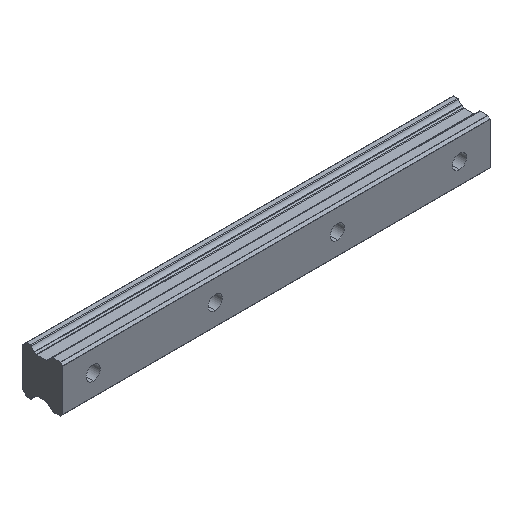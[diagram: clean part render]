
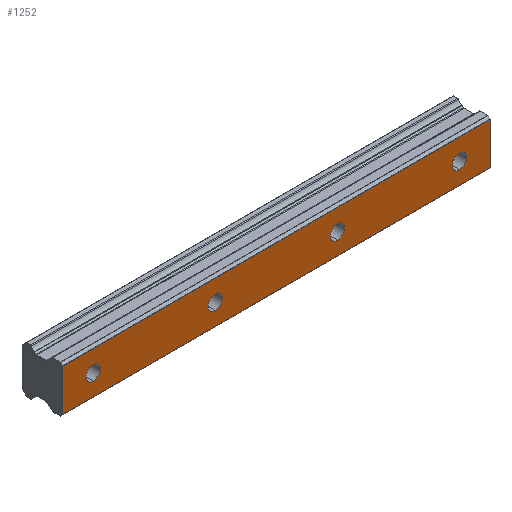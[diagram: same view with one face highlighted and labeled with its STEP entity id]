
A CAD part, isometric view. The second image highlights one B-rep face of the part: STEP entity #1252.
In plain terms, the highlighted planar face has unit normal (0, -1, 0).
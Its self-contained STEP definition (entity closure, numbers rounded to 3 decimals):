
#11 = CIRCLE ( 'NONE', #1227, 3.5 ) ;
#30 = EDGE_CURVE ( 'NONE', #2069, #473, #1296, .T. ) ;
#41 = DIRECTION ( 'NONE',  ( 0., 0., -1. ) ) ;
#54 = VECTOR ( 'NONE', #1119, 1000. ) ;
#97 = VERTEX_POINT ( 'NONE', #1909 ) ;
#113 = LINE ( 'NONE', #1552, #245 ) ;
#137 = CARTESIAN_POINT ( 'NONE',  ( -15., 0., 10.286 ) ) ;
#147 = VECTOR ( 'NONE', #1706, 1000. ) ;
#233 = CARTESIAN_POINT ( 'NONE',  ( 195., 0., 10.286 ) ) ;
#240 = CIRCLE ( 'NONE', #1642, 3.5 ) ;
#242 = CIRCLE ( 'NONE', #1376, 3.5 ) ;
#245 = VECTOR ( 'NONE', #1855, 1000. ) ;
#256 = CARTESIAN_POINT ( 'NONE',  ( 60., 0., 0. ) ) ;
#311 = DIRECTION ( 'NONE',  ( 0., -1., 0. ) ) ;
#315 = EDGE_LOOP ( 'NONE', ( #1578, #1305 ) ) ;
#342 = EDGE_CURVE ( 'NONE', #1398, #1074, #787, .T. ) ;
#372 = EDGE_CURVE ( 'NONE', #1074, #1398, #11, .T. ) ;
#373 = ORIENTED_EDGE ( 'NONE', *, *, #1194, .F. ) ;
#444 = AXIS2_PLACEMENT_3D ( 'NONE', #1893, #445, #1090 ) ;
#445 = DIRECTION ( 'NONE',  ( 0., -1., 0. ) ) ;
#459 = CARTESIAN_POINT ( 'NONE',  ( 60., 0., -3.5 ) ) ;
#473 = VERTEX_POINT ( 'NONE', #1375 ) ;
#478 = CARTESIAN_POINT ( 'NONE',  ( 180., 0., 0. ) ) ;
#540 = CARTESIAN_POINT ( 'NONE',  ( 120., 0., 0. ) ) ;
#548 = DIRECTION ( 'NONE',  ( 0., 0., 1. ) ) ;
#573 = DIRECTION ( 'NONE',  ( 0., -1., 0. ) ) ;
#574 = EDGE_CURVE ( 'NONE', #2029, #1218, #240, .T. ) ;
#575 = FACE_OUTER_BOUND ( 'NONE', #811, .T. ) ;
#593 = CIRCLE ( 'NONE', #1127, 3.5 ) ;
#666 = EDGE_CURVE ( 'NONE', #1622, #97, #721, .T. ) ;
#721 = LINE ( 'NONE', #1370, #958 ) ;
#734 = EDGE_LOOP ( 'NONE', ( #373, #1811 ) ) ;
#749 = DIRECTION ( 'NONE',  ( 0., -1., 0. ) ) ;
#784 = AXIS2_PLACEMENT_3D ( 'NONE', #1843, #573, #548 ) ;
#787 = CIRCLE ( 'NONE', #1030, 3.5 ) ;
#793 = AXIS2_PLACEMENT_3D ( 'NONE', #256, #749, #1077 ) ;
#811 = EDGE_LOOP ( 'NONE', ( #2064, #1301, #1014, #1478 ) ) ;
#881 = DIRECTION ( 'NONE',  ( 0., 1., 0. ) ) ;
#918 = EDGE_CURVE ( 'NONE', #1218, #2029, #593, .T. ) ;
#951 = DIRECTION ( 'NONE',  ( 0., -1., 0. ) ) ;
#952 = CARTESIAN_POINT ( 'NONE',  ( 120., 0., -3.5 ) ) ;
#953 = CIRCLE ( 'NONE', #444, 3.5 ) ;
#958 = VECTOR ( 'NONE', #41, 1000. ) ;
#984 = ORIENTED_EDGE ( 'NONE', *, *, #1727, .F. ) ;
#1014 = ORIENTED_EDGE ( 'NONE', *, *, #1245, .F. ) ;
#1030 = AXIS2_PLACEMENT_3D ( 'NONE', #478, #311, #1801 ) ;
#1040 = LINE ( 'NONE', #1372, #147 ) ;
#1074 = VERTEX_POINT ( 'NONE', #1960 ) ;
#1077 = DIRECTION ( 'NONE',  ( 0., 0., 1. ) ) ;
#1087 = CARTESIAN_POINT ( 'NONE',  ( -15., 0., -10.286 ) ) ;
#1090 = DIRECTION ( 'NONE',  ( 0., 0., 1. ) ) ;
#1117 = CARTESIAN_POINT ( 'NONE',  ( 180., 0., 0. ) ) ;
#1119 = DIRECTION ( 'NONE',  ( 0., 0., 1. ) ) ;
#1120 = ORIENTED_EDGE ( 'NONE', *, *, #1220, .F. ) ;
#1127 = AXIS2_PLACEMENT_3D ( 'NONE', #1751, #951, #1427 ) ;
#1133 = ORIENTED_EDGE ( 'NONE', *, *, #372, .F. ) ;
#1137 = EDGE_LOOP ( 'NONE', ( #984, #1120 ) ) ;
#1194 = EDGE_CURVE ( 'NONE', #473, #2069, #242, .T. ) ;
#1208 = FACE_BOUND ( 'NONE', #734, .T. ) ;
#1216 = DIRECTION ( 'NONE',  ( 0., 0., 1. ) ) ;
#1218 = VERTEX_POINT ( 'NONE', #1384 ) ;
#1220 = EDGE_CURVE ( 'NONE', #1611, #1491, #1447, .T. ) ;
#1225 = FACE_BOUND ( 'NONE', #1137, .T. ) ;
#1227 = AXIS2_PLACEMENT_3D ( 'NONE', #1117, #1457, #1792 ) ;
#1245 = EDGE_CURVE ( 'NONE', #2004, #1622, #1040, .T. ) ;
#1252 = ADVANCED_FACE ( 'NONE', ( #575, #1208, #1401, #2043, #1225 ), #2015, .F. ) ;
#1287 = CARTESIAN_POINT ( 'NONE',  ( -15., 0., 10.286 ) ) ;
#1296 = CIRCLE ( 'NONE', #784, 3.5 ) ;
#1299 = EDGE_CURVE ( 'NONE', #97, #2052, #113, .T. ) ;
#1301 = ORIENTED_EDGE ( 'NONE', *, *, #666, .F. ) ;
#1305 = ORIENTED_EDGE ( 'NONE', *, *, #574, .F. ) ;
#1325 = CARTESIAN_POINT ( 'NONE',  ( 60., 0., 3.5 ) ) ;
#1340 = AXIS2_PLACEMENT_3D ( 'NONE', #233, #881, #1392 ) ;
#1370 = CARTESIAN_POINT ( 'NONE',  ( 195., 0., 10.286 ) ) ;
#1372 = CARTESIAN_POINT ( 'NONE',  ( 195., 0., 10.286 ) ) ;
#1375 = CARTESIAN_POINT ( 'NONE',  ( 0., 0., 3.5 ) ) ;
#1376 = AXIS2_PLACEMENT_3D ( 'NONE', #1560, #1718, #1216 ) ;
#1384 = CARTESIAN_POINT ( 'NONE',  ( 120., 0., 3.5 ) ) ;
#1392 = DIRECTION ( 'NONE',  ( 0., 0., 1. ) ) ;
#1398 = VERTEX_POINT ( 'NONE', #1737 ) ;
#1401 = FACE_BOUND ( 'NONE', #2010, .T. ) ;
#1427 = DIRECTION ( 'NONE',  ( 0., 0., 1. ) ) ;
#1447 = CIRCLE ( 'NONE', #793, 3.5 ) ;
#1457 = DIRECTION ( 'NONE',  ( 0., -1., 0. ) ) ;
#1478 = ORIENTED_EDGE ( 'NONE', *, *, #1633, .F. ) ;
#1491 = VERTEX_POINT ( 'NONE', #1325 ) ;
#1552 = CARTESIAN_POINT ( 'NONE',  ( 195., 0., -10.286 ) ) ;
#1560 = CARTESIAN_POINT ( 'NONE',  ( 0., 0., 0. ) ) ;
#1578 = ORIENTED_EDGE ( 'NONE', *, *, #918, .F. ) ;
#1587 = CARTESIAN_POINT ( 'NONE',  ( 195., 0., 10.286 ) ) ;
#1611 = VERTEX_POINT ( 'NONE', #459 ) ;
#1622 = VERTEX_POINT ( 'NONE', #1587 ) ;
#1627 = LINE ( 'NONE', #1287, #54 ) ;
#1633 = EDGE_CURVE ( 'NONE', #2052, #2004, #1627, .T. ) ;
#1642 = AXIS2_PLACEMENT_3D ( 'NONE', #540, #1988, #1837 ) ;
#1706 = DIRECTION ( 'NONE',  ( 1., 0., 0. ) ) ;
#1718 = DIRECTION ( 'NONE',  ( 0., -1., 0. ) ) ;
#1727 = EDGE_CURVE ( 'NONE', #1491, #1611, #953, .T. ) ;
#1737 = CARTESIAN_POINT ( 'NONE',  ( 180., 0., 3.5 ) ) ;
#1751 = CARTESIAN_POINT ( 'NONE',  ( 120., 0., 0. ) ) ;
#1792 = DIRECTION ( 'NONE',  ( 0., 0., 1. ) ) ;
#1801 = DIRECTION ( 'NONE',  ( 0., 0., 1. ) ) ;
#1811 = ORIENTED_EDGE ( 'NONE', *, *, #30, .F. ) ;
#1837 = DIRECTION ( 'NONE',  ( 0., 0., 1. ) ) ;
#1843 = CARTESIAN_POINT ( 'NONE',  ( 0., 0., 0. ) ) ;
#1855 = DIRECTION ( 'NONE',  ( -1., 0., 0. ) ) ;
#1891 = CARTESIAN_POINT ( 'NONE',  ( 0., 0., -3.5 ) ) ;
#1893 = CARTESIAN_POINT ( 'NONE',  ( 60., 0., 0. ) ) ;
#1909 = CARTESIAN_POINT ( 'NONE',  ( 195., 0., -10.286 ) ) ;
#1955 = ORIENTED_EDGE ( 'NONE', *, *, #342, .F. ) ;
#1960 = CARTESIAN_POINT ( 'NONE',  ( 180., 0., -3.5 ) ) ;
#1988 = DIRECTION ( 'NONE',  ( 0., -1., 0. ) ) ;
#2004 = VERTEX_POINT ( 'NONE', #137 ) ;
#2010 = EDGE_LOOP ( 'NONE', ( #1955, #1133 ) ) ;
#2015 = PLANE ( 'NONE',  #1340 ) ;
#2029 = VERTEX_POINT ( 'NONE', #952 ) ;
#2043 = FACE_BOUND ( 'NONE', #315, .T. ) ;
#2052 = VERTEX_POINT ( 'NONE', #1087 ) ;
#2064 = ORIENTED_EDGE ( 'NONE', *, *, #1299, .F. ) ;
#2069 = VERTEX_POINT ( 'NONE', #1891 ) ;
